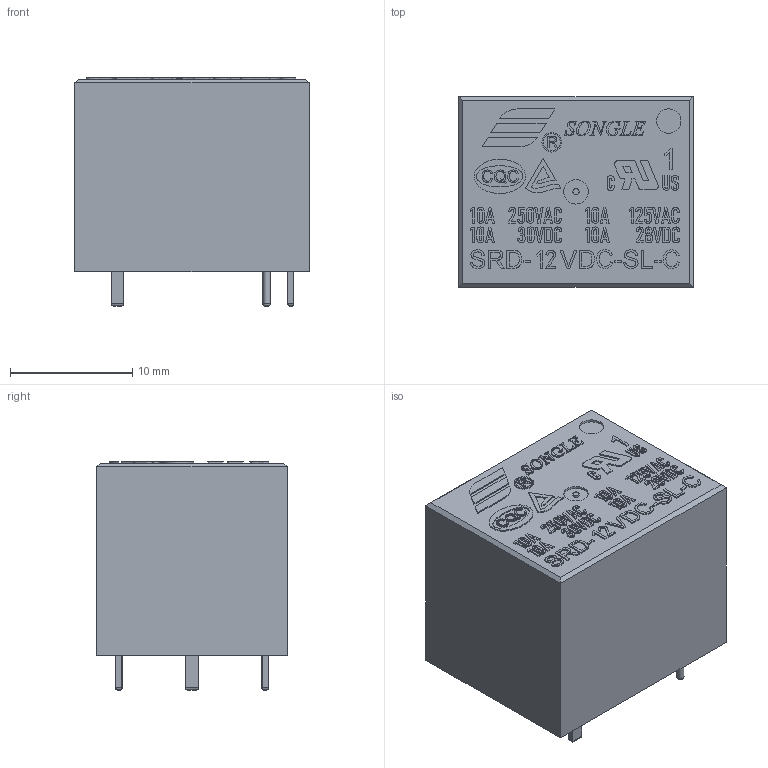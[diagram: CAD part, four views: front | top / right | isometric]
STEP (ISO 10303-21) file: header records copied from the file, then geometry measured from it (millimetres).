
FILE_DESCRIPTION(/* description */ ('STEP AP214','CAx-IF Rec.Pracs.---Representation and Presentation of Product Manufacturing Information (PMI)---4.0---2014-10-13'),/* implementation_level */ '2;1');
FILE_NAME(/* name */ 'relay SRD-12v.stp',/* time_stamp */ '2021-09-24T09:17:12+04:00',/* author */ ('damir'),/* organization */ ('DK'),/* preprocessor_version */ 'ST-DEVELOPER v18.1',/* originating_system */ 'Autodesk Inventor 2020',/* authorisation */ '');
FILE_SCHEMA (('AP242_MANAGED_MODEL_BASED_3D_ENGINEERING_MIM_LF { 1 0 10303 442 1 1 4 }'));
Products named in the file (1): relay SRD-12v
Bounding box: 19.2 x 15.6 x 18.7 mm (x, y, z)
Volume: 4665.5 mm3; surface area: 1810.2 mm2
Topology: 1 solids, 1 shells, 1568 faces, 4360 edges, 2911 vertices
Faces by surface type: bspline 827, plane 674, cylinder 67
Full cylindrical faces by diameter (mm): 0.5 x1, 0.6 x2, 0.894 x2, 1.4 x1, 1.6 x1, 2 x2, 3 x1
Entity records: 54564 total; most frequent: CARTESIAN_POINT 19703, ORIENTED_EDGE 8712, EDGE_CURVE 4356, DIRECTION 4337, VERTEX_POINT 2903, LINE 2565, VECTOR 2565, EDGE_LOOP 1681
